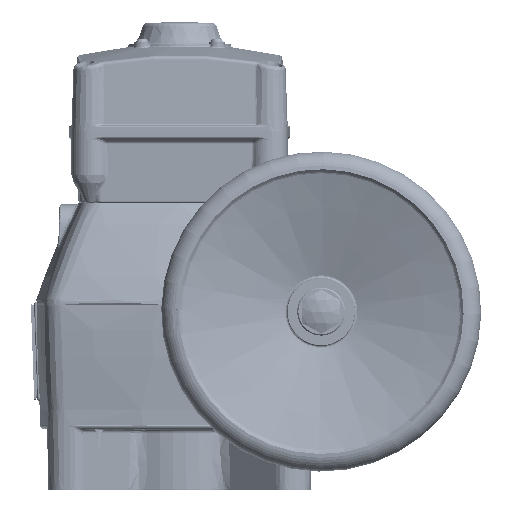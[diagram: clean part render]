
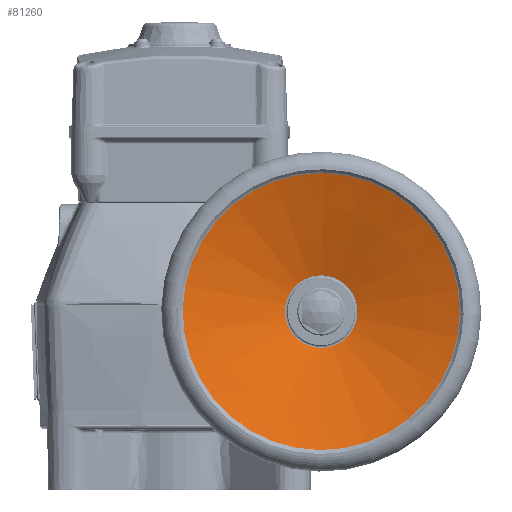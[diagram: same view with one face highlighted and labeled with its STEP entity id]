
A CAD part, front view. The second image highlights one B-rep face of the part: STEP entity #81260.
In plain terms, the highlighted conical face has half-angle 72.35 degrees and reference radius 54 mm.
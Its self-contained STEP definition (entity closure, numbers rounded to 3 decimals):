
#16152=FACE_BOUND('',#24892,.T.);
#19521=FACE_OUTER_BOUND('',#24891,.T.);
#24891=EDGE_LOOP('',(#64639));
#24892=EDGE_LOOP('',(#64640));
#30018=CIRCLE('',#88878,22.694);
#30020=CIRCLE('',#88881,86.536);
#36136=VERTEX_POINT('',#155018);
#36138=VERTEX_POINT('',#155023);
#46021=EDGE_CURVE('',#36136,#36136,#30018,.T.);
#46023=EDGE_CURVE('',#36138,#36138,#30020,.T.);
#64639=ORIENTED_EDGE('',*,*,#46023,.F.);
#64640=ORIENTED_EDGE('',*,*,#46021,.F.);
#73177=CONICAL_SURFACE('',#88880,54.,72.35);
#81260=ADVANCED_FACE('',(#19521,#16152),#73177,.F.);
#88878=AXIS2_PLACEMENT_3D('',#155019,#105939,#105940);
#88880=AXIS2_PLACEMENT_3D('',#155022,#105943,#105944);
#88881=AXIS2_PLACEMENT_3D('',#155024,#105945,#105946);
#105939=DIRECTION('center_axis',(0.,-1.,0.));
#105940=DIRECTION('ref_axis',(0.356,0.,0.934));
#105943=DIRECTION('center_axis',(0.,-1.,0.));
#105944=DIRECTION('ref_axis',(-0.356,0.,-0.934));
#105945=DIRECTION('center_axis',(0.,1.,0.));
#105946=DIRECTION('ref_axis',(1.,0.,-0.011));
#155018=CARTESIAN_POINT('',(80.417,-132.539,-89.206));
#155019=CARTESIAN_POINT('Origin',(88.5,-132.539,-68.));
#155022=CARTESIAN_POINT('Origin',(88.5,-142.5,-68.));
#155023=CARTESIAN_POINT('',(1.969,-152.852,-67.016));
#155024=CARTESIAN_POINT('Origin',(88.5,-152.852,-68.));
